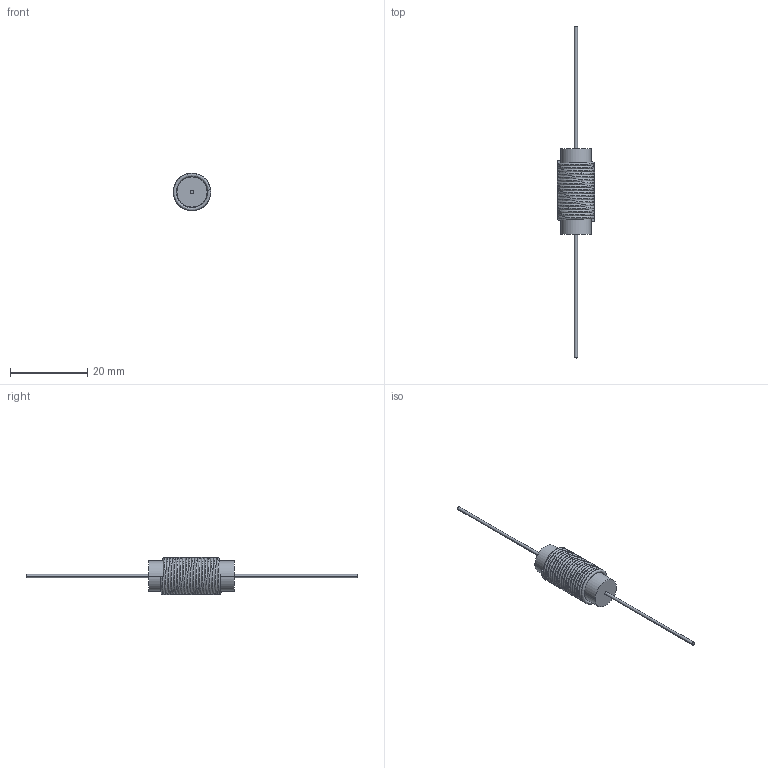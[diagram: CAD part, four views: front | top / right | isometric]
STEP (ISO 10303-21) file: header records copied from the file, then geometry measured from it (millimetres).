
FILE_DESCRIPTION((''),'2;1');
FILE_NAME('5230-RC','2012-08-09T',('ryans'),('Bourns, Inc.'),'PRO/ENGINEER BY PARAMETRIC TECHNOLOGY CORPORATION, 2010100','PRO/ENGINEER BY PARAMETRIC TECHNOLOGY CORPORATION, 2010100','');
FILE_SCHEMA(('CONFIG_CONTROL_DESIGN'));
Length unit declared in the file: millimetre
Products named in the file (1): 5230-RC
Bounding box: 9.65 x 85.73 x 9.65 mm (x, y, z)
Volume: 1348.5 mm3; surface area: 2106.4 mm2
Topology: 2 solids, 2 shells, 22 faces, 40 edges, 24 vertices
Faces by surface type: bspline 10, plane 6, cylinder 6
Entity records: 10510 total; most frequent: CARTESIAN_POINT 10102, ORIENTED_EDGE 80, DIRECTION 54, EDGE_CURVE 40, VERTEX_POINT 24, AXIS2_PLACEMENT_3D 24, EDGE_LOOP 24, FACE_OUTER_BOUND 22
